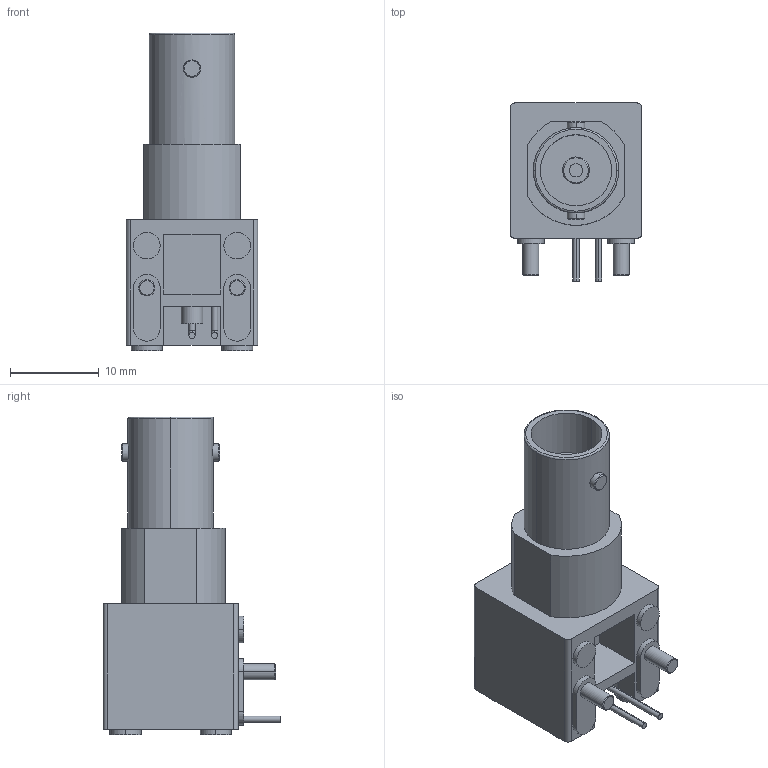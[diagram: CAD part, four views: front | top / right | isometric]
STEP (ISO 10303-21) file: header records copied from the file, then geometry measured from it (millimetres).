
FILE_DESCRIPTION (( 'STEP AP214' ), '1' );
FILE_NAME ('7EC01E82-3CAB-481C-9C6A-284613547C47.STEP', '2007-04-12T06:14:52', ( 'SysAdmin' ), ( 'SolidWorks' ), 'SwSTEP 2.0', 'SolidWorks 2007', '' );
FILE_SCHEMA (( 'AUTOMOTIVE_DESIGN' ));
Length unit declared in the file: millimetre
Products named in the file (1): 7EC01E82-3CAB-481C-9C6A-284613547C47
Bounding box: 14.76 x 20 x 35.75 mm (x, y, z)
Volume: 3296.4 mm3; surface area: 3171.5 mm2
Topology: 2 solids, 2 shells, 134 faces, 306 edges, 200 vertices
Faces by surface type: cylinder 59, plane 59, cone 10, torus 6
Entity records: 3906 total; most frequent: DIRECTION 712, CARTESIAN_POINT 709, ORIENTED_EDGE 612, EDGE_CURVE 306, AXIS2_PLACEMENT_3D 275, VERTEX_POINT 200, LINE 162, VECTOR 162
